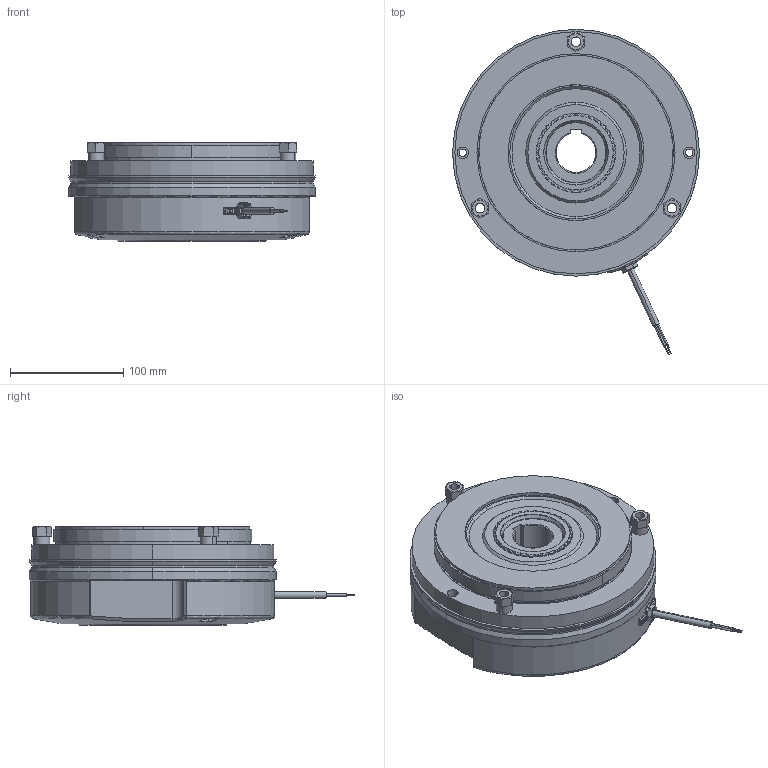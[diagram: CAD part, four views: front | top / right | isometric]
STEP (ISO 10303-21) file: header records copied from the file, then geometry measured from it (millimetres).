
FILE_DESCRIPTION (( 'STEP AP214' ), '1' );
FILE_NAME ('dr_bk_08_38_mu.STEP', '2021-11-04T07:11:54', ( '' ), ( '' ), 'SwSTEP 2.0', 'SolidWorks 2019', '' );
FILE_SCHEMA (( 'AUTOMOTIVE_DESIGN' ));
Length unit declared in the file: millimetre
Products named in the file (6): 10068479_000; 10068476_000; dr_bk_08_38_mu; 10068481_000; 10068480_000; 10068477_000
Assembly tree (7 placements, depth 2):
  dr_bk_08_38_mu
    10068481_000
    10068479_000
    10068476_000  x3
    10068477_000
    10068480_000
Bounding box: 218 x 287.31 x 87.4 mm (x, y, z)
Volume: 2448416.6 mm3; surface area: 349662.5 mm2
Topology: 10 solids, 10 shells, 881 faces, 2242 edges, 1406 vertices
Faces by surface type: cylinder 321, plane 292, cone 196, bspline 50, torus 16, sphere 6
Entity records: 34784 total; most frequent: CARTESIAN_POINT 7935, ORIENTED_EDGE 4320, DIRECTION 4161, EDGE_CURVE 2160, AXIS2_PLACEMENT_3D 1616, VERTEX_POINT 1358, LINE 929, VECTOR 929
